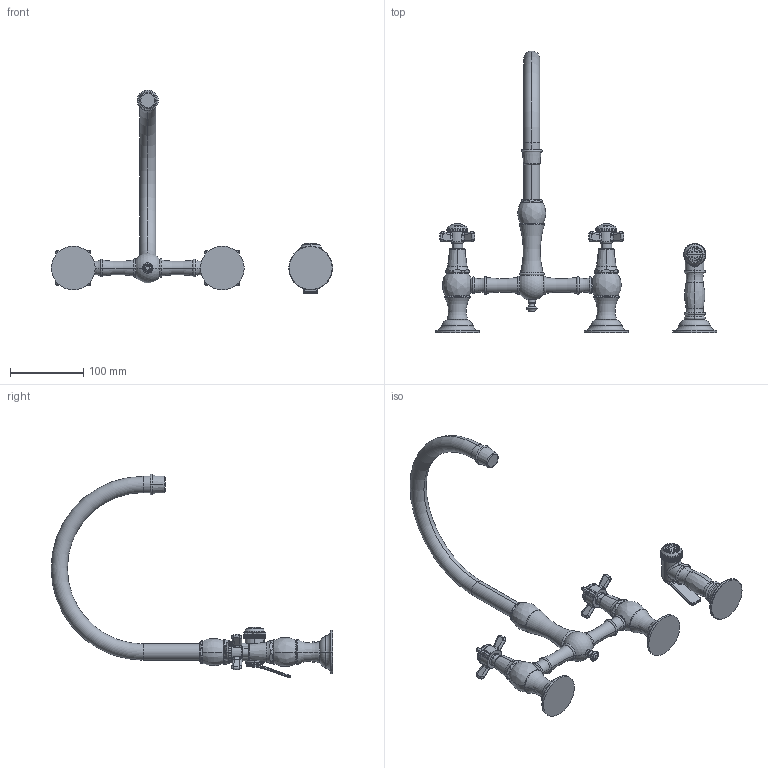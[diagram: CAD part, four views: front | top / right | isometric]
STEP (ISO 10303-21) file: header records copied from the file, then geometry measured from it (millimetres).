
FILE_DESCRIPTION((''),'2;1');
FILE_NAME('9456','2021-02-26T12:12:40',('rsmith'),(''),'CREO PARAMETRIC BY PTC INC, 2018400','CREO PARAMETRIC BY PTC INC, 2018400','');
FILE_SCHEMA(('AUTOMOTIVE_DESIGN { 1 0 10303 214 1 1 1 1 }'));
Length unit declared in the file: inch
Products named in the file (1): 9456
Bounding box: 383.54 x 384.45 x 278.12 mm (x, y, z)
Volume: 666575.6 mm3; surface area: 127242.6 mm2
Topology: 4 solids, 5 shells, 1648 faces, 4422 edges, 2854 vertices
Faces by surface type: plane 725, cylinder 491, torus 173, bspline 157, sphere 66, extrusion 20, cone 16
Entity records: 99574 total; most frequent: CARTESIAN_POINT 32362, ORIENTED_EDGE 8836, DIRECTION 8170, PRESENTATION_STYLE_ASSIGNMENT 5954, STYLED_ITEM 4422, CURVE_STYLE 4418, EDGE_CURVE 4418, AXIS2_PLACEMENT_3D 3321
